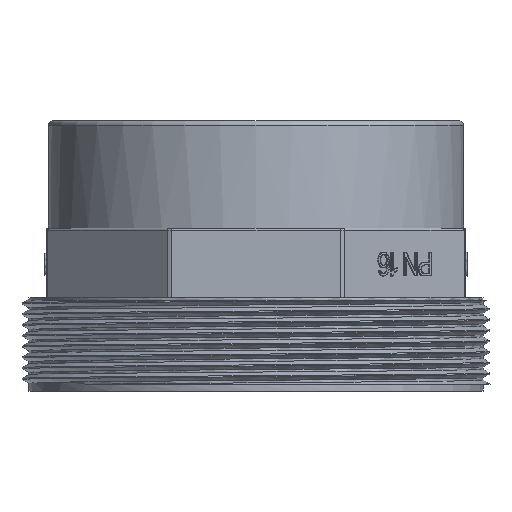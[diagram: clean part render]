
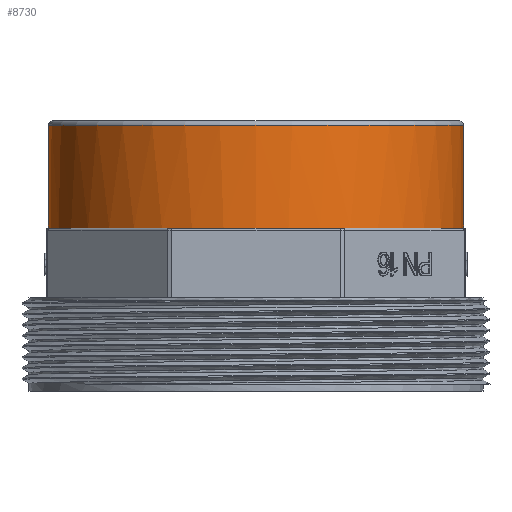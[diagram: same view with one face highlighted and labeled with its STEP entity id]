
A CAD part, front view. The second image highlights one B-rep face of the part: STEP entity #8730.
In plain terms, the highlighted cylindrical face has radius 44.5 mm (diameter 89 mm), a full revolution.
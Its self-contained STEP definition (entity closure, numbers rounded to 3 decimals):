
#533=FACE_OUTER_BOUND('',#1041,.T.);
#1041=EDGE_LOOP('',(#6160,#6161,#6162,#6163,#6164,#6165,#6166,#6167,#6168,
#6169,#6170));
#1546=CIRCLE('',#9258,44.5);
#1547=CIRCLE('',#9260,44.5);
#1550=CIRCLE('',#9264,44.5);
#1552=CIRCLE('',#9267,44.5);
#1553=CIRCLE('',#9269,44.5);
#1556=CIRCLE('',#9273,44.5);
#1557=CIRCLE('',#9275,44.5);
#1561=CIRCLE('',#9281,44.5);
#1562=CIRCLE('',#9282,44.5);
#2199=LINE('',#17931,#2969);
#2969=VECTOR('',#9835,44.5);
#3808=VERTEX_POINT('',#17867);
#3811=VERTEX_POINT('',#17872);
#3812=VERTEX_POINT('',#17876);
#3817=VERTEX_POINT('',#17888);
#3820=VERTEX_POINT('',#17896);
#3821=VERTEX_POINT('',#17900);
#3826=VERTEX_POINT('',#17912);
#3827=VERTEX_POINT('',#17916);
#3832=VERTEX_POINT('',#17929);
#4742=EDGE_CURVE('',#3808,#3811,#1546,.T.);
#4743=EDGE_CURVE('',#3811,#3812,#1547,.T.);
#4749=EDGE_CURVE('',#3817,#3808,#1550,.T.);
#4753=EDGE_CURVE('',#3820,#3817,#1552,.T.);
#4755=EDGE_CURVE('',#3812,#3821,#1553,.T.);
#4761=EDGE_CURVE('',#3826,#3820,#1556,.T.);
#4763=EDGE_CURVE('',#3821,#3827,#1557,.T.);
#4769=EDGE_CURVE('',#3832,#3832,#1561,.T.);
#4770=EDGE_CURVE('',#3832,#3826,#2199,.T.);
#4771=EDGE_CURVE('',#3827,#3826,#1562,.T.);
#6160=ORIENTED_EDGE('',*,*,#4769,.T.);
#6161=ORIENTED_EDGE('',*,*,#4770,.T.);
#6162=ORIENTED_EDGE('',*,*,#4761,.T.);
#6163=ORIENTED_EDGE('',*,*,#4753,.T.);
#6164=ORIENTED_EDGE('',*,*,#4749,.T.);
#6165=ORIENTED_EDGE('',*,*,#4742,.T.);
#6166=ORIENTED_EDGE('',*,*,#4743,.T.);
#6167=ORIENTED_EDGE('',*,*,#4755,.T.);
#6168=ORIENTED_EDGE('',*,*,#4763,.T.);
#6169=ORIENTED_EDGE('',*,*,#4771,.T.);
#6170=ORIENTED_EDGE('',*,*,#4770,.F.);
#8647=CYLINDRICAL_SURFACE('',#9280,44.5);
#8730=ADVANCED_FACE('',(#533),#8647,.T.);
#9258=AXIS2_PLACEMENT_3D('',#17874,#9775,#9776);
#9260=AXIS2_PLACEMENT_3D('',#17877,#9779,#9780);
#9264=AXIS2_PLACEMENT_3D('',#17889,#9790,#9791);
#9267=AXIS2_PLACEMENT_3D('',#17897,#9798,#9799);
#9269=AXIS2_PLACEMENT_3D('',#17901,#9803,#9804);
#9273=AXIS2_PLACEMENT_3D('',#17913,#9814,#9815);
#9275=AXIS2_PLACEMENT_3D('',#17917,#9819,#9820);
#9280=AXIS2_PLACEMENT_3D('',#17928,#9831,#9832);
#9281=AXIS2_PLACEMENT_3D('',#17930,#9833,#9834);
#9282=AXIS2_PLACEMENT_3D('',#17932,#9836,#9837);
#9775=DIRECTION('center_axis',(0.,0.,1.));
#9776=DIRECTION('ref_axis',(1.,0.,0.));
#9779=DIRECTION('center_axis',(0.,0.,1.));
#9780=DIRECTION('ref_axis',(1.,0.,0.));
#9790=DIRECTION('center_axis',(0.,0.,1.));
#9791=DIRECTION('ref_axis',(1.,0.,0.));
#9798=DIRECTION('center_axis',(0.,0.,1.));
#9799=DIRECTION('ref_axis',(1.,0.,0.));
#9803=DIRECTION('center_axis',(0.,0.,1.));
#9804=DIRECTION('ref_axis',(1.,0.,0.));
#9814=DIRECTION('center_axis',(0.,0.,1.));
#9815=DIRECTION('ref_axis',(1.,0.,0.));
#9819=DIRECTION('center_axis',(0.,0.,1.));
#9820=DIRECTION('ref_axis',(1.,0.,0.));
#9831=DIRECTION('center_axis',(0.,0.,1.));
#9832=DIRECTION('ref_axis',(1.,0.,0.));
#9833=DIRECTION('center_axis',(0.,0.,-1.));
#9834=DIRECTION('ref_axis',(1.,0.,0.));
#9835=DIRECTION('',(0.,0.,-1.));
#9836=DIRECTION('center_axis',(0.,0.,1.));
#9837=DIRECTION('ref_axis',(1.,0.,0.));
#17867=CARTESIAN_POINT('',(31.466,-31.466,35.));
#17872=CARTESIAN_POINT('',(44.5,0.,35.));
#17874=CARTESIAN_POINT('Origin',(0.,0.,35.));
#17876=CARTESIAN_POINT('',(31.466,31.466,35.));
#17877=CARTESIAN_POINT('Origin',(0.,0.,35.));
#17888=CARTESIAN_POINT('',(0.,-44.5,35.));
#17889=CARTESIAN_POINT('Origin',(0.,0.,35.));
#17896=CARTESIAN_POINT('',(-31.466,-31.466,35.));
#17897=CARTESIAN_POINT('Origin',(0.,0.,35.));
#17900=CARTESIAN_POINT('',(0.,44.5,35.));
#17901=CARTESIAN_POINT('Origin',(0.,0.,35.));
#17912=CARTESIAN_POINT('',(-44.5,0.,35.));
#17913=CARTESIAN_POINT('Origin',(0.,0.,35.));
#17916=CARTESIAN_POINT('',(-31.466,31.466,35.));
#17917=CARTESIAN_POINT('Origin',(0.,0.,35.));
#17928=CARTESIAN_POINT('Origin',(0.,0.,35.));
#17929=CARTESIAN_POINT('',(-44.5,0.,57.));
#17930=CARTESIAN_POINT('Origin',(0.,0.,57.));
#17931=CARTESIAN_POINT('',(-44.5,0.,35.));
#17932=CARTESIAN_POINT('Origin',(0.,0.,35.));
